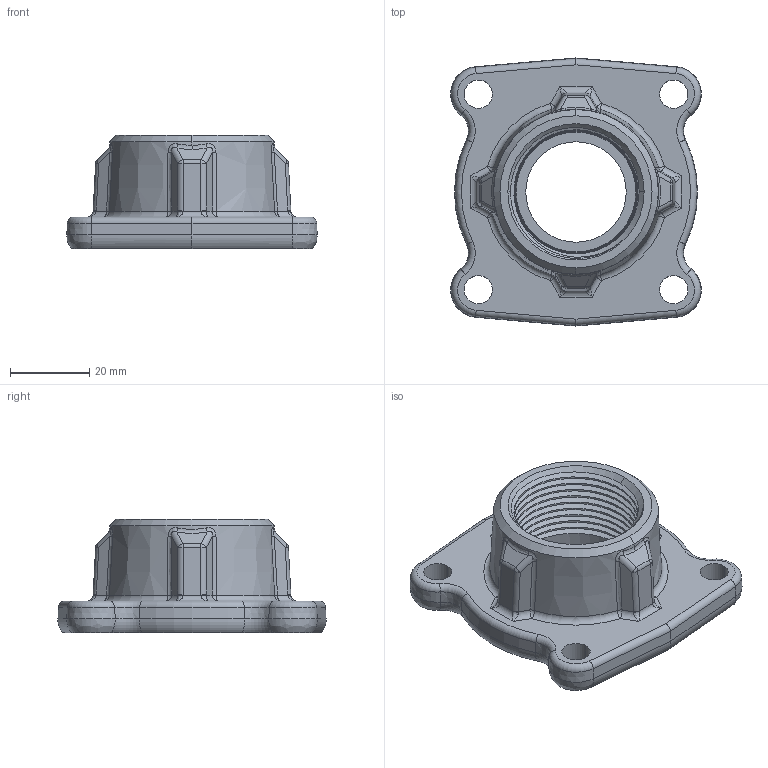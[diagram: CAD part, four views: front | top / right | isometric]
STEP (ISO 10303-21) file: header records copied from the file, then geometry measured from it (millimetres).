
FILE_DESCRIPTION((''),'2;1');
FILE_NAME('B43718','2012-03-06T',('sobri'),(''),'PRO/ENGINEER BY PARAMETRIC TECHNOLOGY CORPORATION, 2011180','PRO/ENGINEER BY PARAMETRIC TECHNOLOGY CORPORATION, 2011180','');
FILE_SCHEMA(('CONFIG_CONTROL_DESIGN'));
Length unit declared in the file: inch
Products named in the file (1): B43718
Bounding box: 63.33 x 67.74 x 28.57 mm (x, y, z)
Volume: 38695.8 mm3; surface area: 15272.5 mm2
Topology: 1 solids, 1 shells, 197 faces, 455 edges, 262 vertices
Faces by surface type: cylinder 50, bspline 48, cone 38, plane 25, torus 20, sphere 16
Entity records: 9515 total; most frequent: CARTESIAN_POINT 5335, ORIENTED_EDGE 910, DIRECTION 807, EDGE_CURVE 455, AXIS2_PLACEMENT_3D 334, VERTEX_POINT 262, EDGE_LOOP 209, FACE_OUTER_BOUND 197
